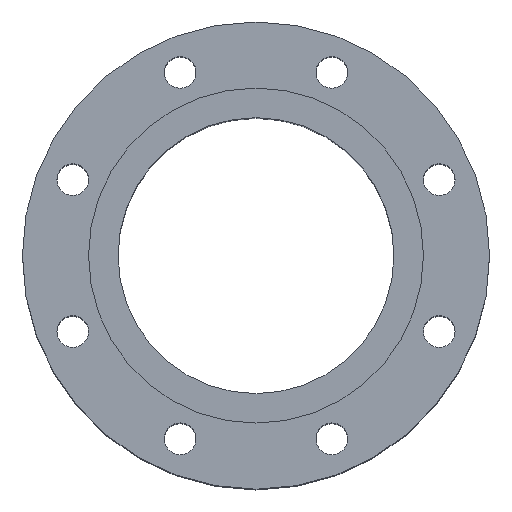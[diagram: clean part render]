
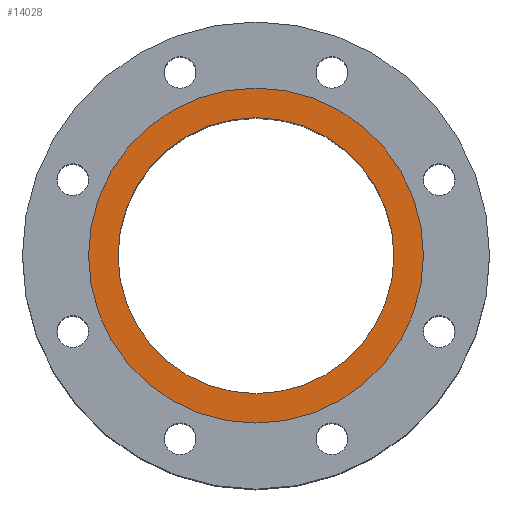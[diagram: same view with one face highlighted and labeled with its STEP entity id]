
A CAD part, top view. The second image highlights one B-rep face of the part: STEP entity #14028.
In plain terms, the highlighted planar face has unit normal (0, 0, 1).
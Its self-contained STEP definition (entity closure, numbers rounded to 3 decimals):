
#841 = AXIS2_PLACEMENT_3D ( 'NONE', #8655, #6490, #19854 ) ;
#2208 = AXIS2_PLACEMENT_3D ( 'NONE', #4342, #14985, #15548 ) ;
#4057 = EDGE_CURVE ( 'NONE', #10306, #12293, #9653, .T. ) ;
#4342 = CARTESIAN_POINT ( 'NONE',  ( 0., 0., 0. ) ) ;
#5397 = EDGE_LOOP ( 'NONE', ( #22197, #27294 ) ) ;
#5575 = DIRECTION ( 'NONE',  ( -1., 0., 0. ) ) ;
#6490 = DIRECTION ( 'NONE',  ( 0., 0., 1. ) ) ;
#7612 = PLANE ( 'NONE',  #24144 ) ;
#8418 = CARTESIAN_POINT ( 'NONE',  ( 78.25, 0., 0. ) ) ;
#8655 = CARTESIAN_POINT ( 'NONE',  ( 0., 0., 0. ) ) ;
#8936 = EDGE_CURVE ( 'NONE', #23464, #11331, #20463, .T. ) ;
#9073 = CARTESIAN_POINT ( 'NONE',  ( -95., 0., 0. ) ) ;
#9653 = CIRCLE ( 'NONE', #2208, 95. ) ;
#10306 = VERTEX_POINT ( 'NONE', #28615 ) ;
#11331 = VERTEX_POINT ( 'NONE', #17112 ) ;
#11761 = CARTESIAN_POINT ( 'NONE',  ( 0., 0., 0. ) ) ;
#12293 = VERTEX_POINT ( 'NONE', #9073 ) ;
#12838 = EDGE_CURVE ( 'NONE', #12293, #10306, #19930, .T. ) ;
#14028 = ADVANCED_FACE ( 'NONE', ( #20856, #18677 ), #7612, .F. ) ;
#14189 = DIRECTION ( 'NONE',  ( 0., 0., 1. ) ) ;
#14813 = ORIENTED_EDGE ( 'NONE', *, *, #12838, .T. ) ;
#14985 = DIRECTION ( 'NONE',  ( 0., 0., 1. ) ) ;
#15251 = EDGE_LOOP ( 'NONE', ( #17354, #14813 ) ) ;
#15548 = DIRECTION ( 'NONE',  ( 1., 0., 0. ) ) ;
#16379 = CARTESIAN_POINT ( 'NONE',  ( 0., 0., 0. ) ) ;
#16486 = CARTESIAN_POINT ( 'NONE',  ( 0., 95., 0. ) ) ;
#17112 = CARTESIAN_POINT ( 'NONE',  ( -78.25, 0., 0. ) ) ;
#17354 = ORIENTED_EDGE ( 'NONE', *, *, #4057, .T. ) ;
#18246 = DIRECTION ( 'NONE',  ( 0., 0., -1. ) ) ;
#18553 = AXIS2_PLACEMENT_3D ( 'NONE', #16379, #14189, #23059 ) ;
#18677 = FACE_OUTER_BOUND ( 'NONE', #15251, .T. ) ;
#19854 = DIRECTION ( 'NONE',  ( 1., 0., 0. ) ) ;
#19930 = CIRCLE ( 'NONE', #18553, 95. ) ;
#20463 = CIRCLE ( 'NONE', #21395, 78.25 ) ;
#20627 = DIRECTION ( 'NONE',  ( 1., 0., 0. ) ) ;
#20856 = FACE_BOUND ( 'NONE', #5397, .T. ) ;
#21395 = AXIS2_PLACEMENT_3D ( 'NONE', #11761, #27162, #20627 ) ;
#21546 = EDGE_CURVE ( 'NONE', #11331, #23464, #21736, .T. ) ;
#21736 = CIRCLE ( 'NONE', #841, 78.25 ) ;
#22197 = ORIENTED_EDGE ( 'NONE', *, *, #8936, .F. ) ;
#23059 = DIRECTION ( 'NONE',  ( 1., 0., 0. ) ) ;
#23464 = VERTEX_POINT ( 'NONE', #8418 ) ;
#24144 = AXIS2_PLACEMENT_3D ( 'NONE', #16486, #18246, #5575 ) ;
#27162 = DIRECTION ( 'NONE',  ( 0., 0., 1. ) ) ;
#27294 = ORIENTED_EDGE ( 'NONE', *, *, #21546, .F. ) ;
#28615 = CARTESIAN_POINT ( 'NONE',  ( 95., 0., 0. ) ) ;
